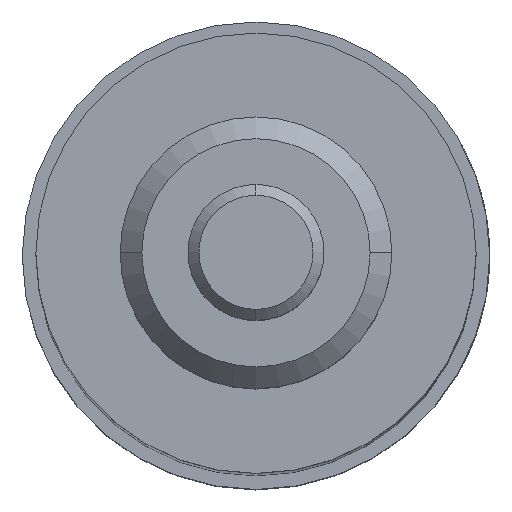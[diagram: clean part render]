
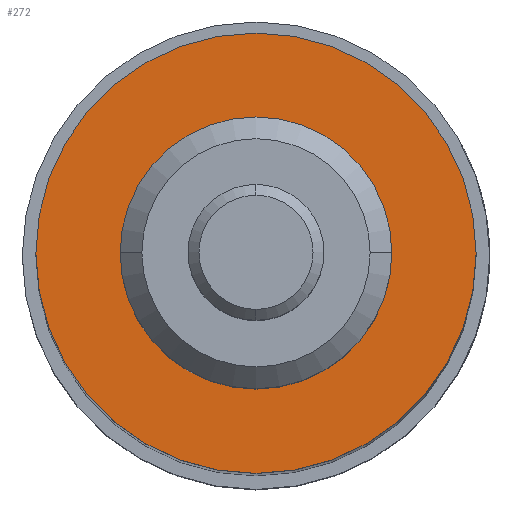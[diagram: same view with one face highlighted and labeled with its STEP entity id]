
A CAD part, top view. The second image highlights one B-rep face of the part: STEP entity #272.
In plain terms, the highlighted face is planar.
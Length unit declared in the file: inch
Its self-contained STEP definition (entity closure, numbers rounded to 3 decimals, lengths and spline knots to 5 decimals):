
#7 = CARTESIAN_POINT ( 'NONE',  ( 0.44, 0., -0.25 ) ) ;
#55 = CARTESIAN_POINT ( 'NONE',  ( 0.44, 0.405, 0. ) ) ;
#110 = EDGE_CURVE ( 'NONE', #1062, #614, #288, .T. ) ;
#143 = VERTEX_POINT ( 'NONE', #7 ) ;
#165 = AXIS2_PLACEMENT_3D ( 'NONE', #229, #1484, #411 ) ;
#229 = CARTESIAN_POINT ( 'NONE',  ( 0.44, 0., 0. ) ) ;
#232 = DIRECTION ( 'NONE',  ( 1., 0., 0. ) ) ;
#272 = ADVANCED_FACE ( 'NONE', ( #783, #313 ), #2004, .F. ) ;
#275 = ORIENTED_EDGE ( 'NONE', *, *, #2176, .F. ) ;
#288 = CIRCLE ( 'NONE', #2116, 0.405 ) ;
#313 = FACE_OUTER_BOUND ( 'NONE', #1086, .T. ) ;
#340 = CARTESIAN_POINT ( 'NONE',  ( 0.44, 0., 0. ) ) ;
#368 = VERTEX_POINT ( 'NONE', #1029 ) ;
#411 = DIRECTION ( 'NONE',  ( 0., 0., 1. ) ) ;
#457 = EDGE_CURVE ( 'NONE', #614, #1062, #1878, .T. ) ;
#519 = DIRECTION ( 'NONE',  ( 0., 0., 1. ) ) ;
#614 = VERTEX_POINT ( 'NONE', #2002 ) ;
#673 = ORIENTED_EDGE ( 'NONE', *, *, #1422, .F. ) ;
#783 = FACE_BOUND ( 'NONE', #1502, .T. ) ;
#825 = DIRECTION ( 'NONE',  ( -1., 0., 0. ) ) ;
#952 = CARTESIAN_POINT ( 'NONE',  ( 0.44, 0., 0.405 ) ) ;
#1029 = CARTESIAN_POINT ( 'NONE',  ( 0.44, 0., 0.25 ) ) ;
#1062 = VERTEX_POINT ( 'NONE', #952 ) ;
#1063 = AXIS2_PLACEMENT_3D ( 'NONE', #1064, #2322, #1251 ) ;
#1064 = CARTESIAN_POINT ( 'NONE',  ( 0.44, 0., 0. ) ) ;
#1086 = EDGE_LOOP ( 'NONE', ( #1768, #1388 ) ) ;
#1112 = AXIS2_PLACEMENT_3D ( 'NONE', #1898, #825, #2086 ) ;
#1126 = CIRCLE ( 'NONE', #1112, 0.25 ) ;
#1251 = DIRECTION ( 'NONE',  ( 0., 0., 1. ) ) ;
#1388 = ORIENTED_EDGE ( 'NONE', *, *, #457, .T. ) ;
#1422 = EDGE_CURVE ( 'NONE', #143, #368, #1581, .T. ) ;
#1484 = DIRECTION ( 'NONE',  ( -1., 0., 0. ) ) ;
#1487 = DIRECTION ( 'NONE',  ( 0., 0., -1. ) ) ;
#1502 = EDGE_LOOP ( 'NONE', ( #275, #673 ) ) ;
#1581 = CIRCLE ( 'NONE', #165, 0.25 ) ;
#1596 = DIRECTION ( 'NONE',  ( -1., 0., 0. ) ) ;
#1768 = ORIENTED_EDGE ( 'NONE', *, *, #110, .T. ) ;
#1826 = AXIS2_PLACEMENT_3D ( 'NONE', #55, #232, #1487 ) ;
#1878 = CIRCLE ( 'NONE', #1063, 0.405 ) ;
#1898 = CARTESIAN_POINT ( 'NONE',  ( 0.44, 0., 0. ) ) ;
#2002 = CARTESIAN_POINT ( 'NONE',  ( 0.44, 0., -0.405 ) ) ;
#2004 = PLANE ( 'NONE',  #1826 ) ;
#2086 = DIRECTION ( 'NONE',  ( 0., 0., 1. ) ) ;
#2116 = AXIS2_PLACEMENT_3D ( 'NONE', #340, #1596, #519 ) ;
#2176 = EDGE_CURVE ( 'NONE', #368, #143, #1126, .T. ) ;
#2322 = DIRECTION ( 'NONE',  ( -1., 0., 0. ) ) ;
